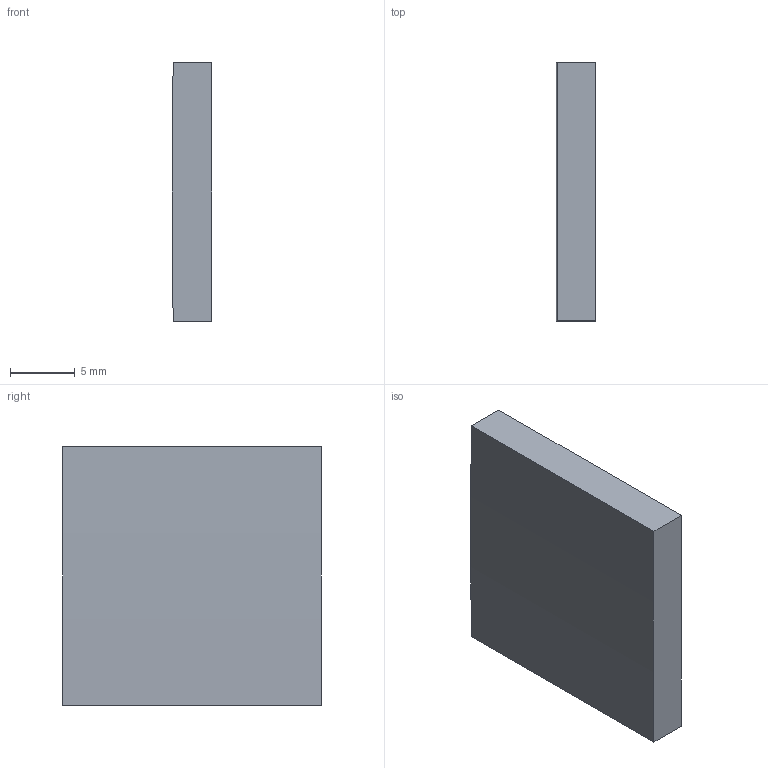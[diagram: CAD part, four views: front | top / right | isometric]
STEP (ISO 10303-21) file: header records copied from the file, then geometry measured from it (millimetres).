
FILE_DESCRIPTION (( 'STEP AP214' ), '1' );
FILE_NAME ('155037.STEP', '2019-06-17T07:27:00', ( 'user' ), ( '微软中国' ), 'SwSTEP 2.0', 'SolidWorks 2016', '' );
FILE_SCHEMA (( 'AUTOMOTIVE_DESIGN' ));
Length unit declared in the file: millimetre
Products named in the file (1): 155037
Bounding box: 3.09 x 20 x 20 mm (x, y, z)
Volume: 1227.1 mm3; surface area: 1042.9 mm2
Topology: 1 solids, 1 shells, 6 faces, 12 edges, 8 vertices
Faces by surface type: plane 5, cylinder 1
Entity records: 192 total; most frequent: DIRECTION 28, CARTESIAN_POINT 27, ORIENTED_EDGE 24, EDGE_CURVE 12, LINE 10, VECTOR 10, AXIS2_PLACEMENT_3D 9, VERTEX_POINT 8
